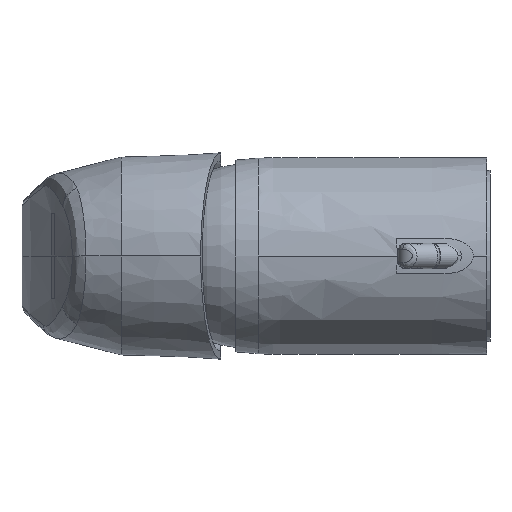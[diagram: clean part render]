
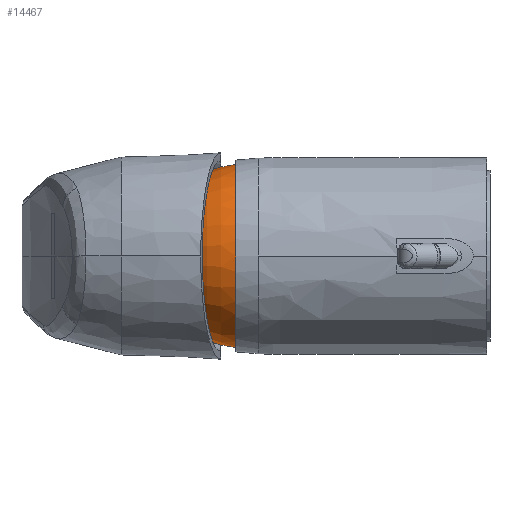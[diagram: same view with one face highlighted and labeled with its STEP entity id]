
A CAD part, left-side view. The second image highlights one B-rep face of the part: STEP entity #14467.
In plain terms, the highlighted toroidal (fillet/blend) face has major radius 1.387 mm and minor radius 25 mm.
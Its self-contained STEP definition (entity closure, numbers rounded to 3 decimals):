
#1587 = EDGE_CURVE ( 'NONE', #22620, #42967, #36535, .T. ) ;
#2962 = DIRECTION ( 'NONE',  ( -1., 0., 0. ) ) ;
#3888 = CIRCLE ( 'NONE', #22372, 25. ) ;
#6327 = TOROIDAL_SURFACE ( 'NONE', #28921, -1.386, 25. ) ;
#6824 = DIRECTION ( 'NONE',  ( 0., 0., 1. ) ) ;
#6943 = DIRECTION ( 'NONE',  ( 0., 0., -1. ) ) ;
#8052 = CARTESIAN_POINT ( 'NONE',  ( 0., 62.12, 0. ) ) ;
#8355 = ORIENTED_EDGE ( 'NONE', *, *, #1587, .F. ) ;
#8671 = DIRECTION ( 'NONE',  ( 0., 0., -1. ) ) ;
#10093 = DIRECTION ( 'NONE',  ( 1., 0., 0. ) ) ;
#10600 = AXIS2_PLACEMENT_3D ( 'NONE', #42074, #25438, #8671 ) ;
#11642 = EDGE_CURVE ( 'NONE', #13552, #42967, #16401, .T. ) ;
#11959 = ORIENTED_EDGE ( 'NONE', *, *, #24651, .F. ) ;
#13552 = VERTEX_POINT ( 'NONE', #16839 ) ;
#14467 = ADVANCED_FACE ( 'NONE', ( #37224 ), #6327, .T. ) ;
#16401 = CIRCLE ( 'NONE', #26074, 25. ) ;
#16839 = CARTESIAN_POINT ( 'NONE',  ( 0., 78.5, -17.5 ) ) ;
#19885 = AXIS2_PLACEMENT_3D ( 'NONE', #33988, #40333, #6943 ) ;
#20443 = EDGE_CURVE ( 'NONE', #30233, #13552, #30261, .T. ) ;
#21733 = EDGE_LOOP ( 'NONE', ( #11959, #42170, #31062, #8355 ) ) ;
#22372 = AXIS2_PLACEMENT_3D ( 'NONE', #23334, #10093, #26705 ) ;
#22620 = VERTEX_POINT ( 'NONE', #37826 ) ;
#23104 = CARTESIAN_POINT ( 'NONE',  ( 0., 64.5, -23.5 ) ) ;
#23334 = CARTESIAN_POINT ( 'NONE',  ( 0., 62.12, -1.386 ) ) ;
#24651 = EDGE_CURVE ( 'NONE', #30233, #22620, #3888, .T. ) ;
#25438 = DIRECTION ( 'NONE',  ( 0., -1., 0. ) ) ;
#26074 = AXIS2_PLACEMENT_3D ( 'NONE', #26371, #2962, #6824 ) ;
#26371 = CARTESIAN_POINT ( 'NONE',  ( 0., 62.12, 1.386 ) ) ;
#26705 = DIRECTION ( 'NONE',  ( 0., 0., -1. ) ) ;
#28921 = AXIS2_PLACEMENT_3D ( 'NONE', #8052, #35096, #31452 ) ;
#30233 = VERTEX_POINT ( 'NONE', #36391 ) ;
#30261 = CIRCLE ( 'NONE', #10600, 17.5 ) ;
#31062 = ORIENTED_EDGE ( 'NONE', *, *, #11642, .T. ) ;
#31452 = DIRECTION ( 'NONE',  ( 0., 0., -1. ) ) ;
#33988 = CARTESIAN_POINT ( 'NONE',  ( 0., 64.5, 0. ) ) ;
#35096 = DIRECTION ( 'NONE',  ( 0., -1., 0. ) ) ;
#36391 = CARTESIAN_POINT ( 'NONE',  ( 0., 78.5, 17.5 ) ) ;
#36535 = CIRCLE ( 'NONE', #19885, 23.5 ) ;
#37224 = FACE_OUTER_BOUND ( 'NONE', #21733, .T. ) ;
#37826 = CARTESIAN_POINT ( 'NONE',  ( 0., 64.5, 23.5 ) ) ;
#40333 = DIRECTION ( 'NONE',  ( 0., -1., 0. ) ) ;
#42074 = CARTESIAN_POINT ( 'NONE',  ( 0., 78.5, 0. ) ) ;
#42170 = ORIENTED_EDGE ( 'NONE', *, *, #20443, .T. ) ;
#42967 = VERTEX_POINT ( 'NONE', #23104 ) ;
